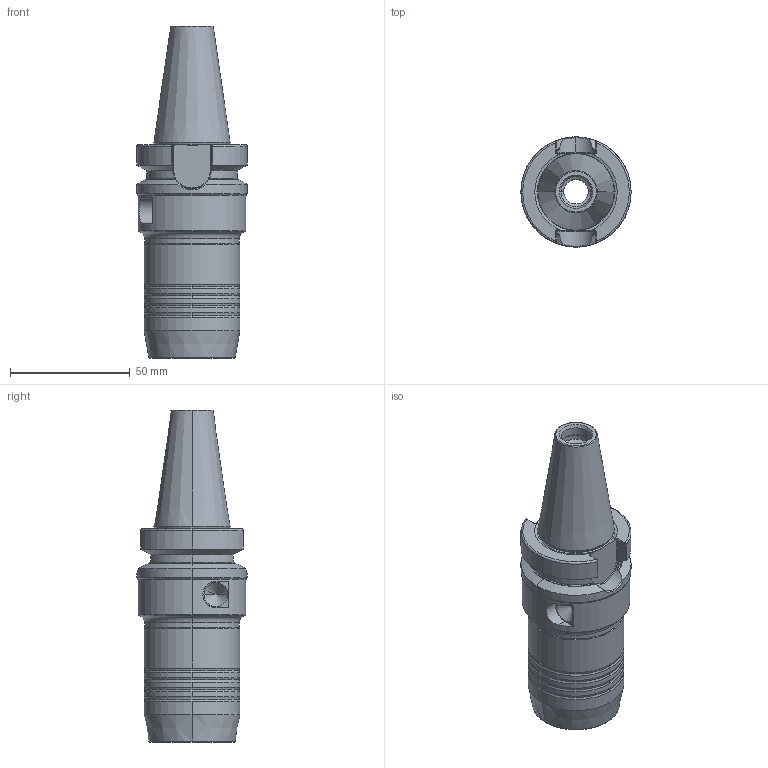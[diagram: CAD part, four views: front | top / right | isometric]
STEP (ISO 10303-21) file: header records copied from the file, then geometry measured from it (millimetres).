
FILE_DESCRIPTION (( 'STEP AP214' ), '1' );
FILE_NAME ('77DC.303.018 x=90_step.STEP', '2022-05-03T06:02:06', ( '' ), ( '' ), 'SwSTEP 2.0', 'SolidWorks 2018', '' );
FILE_SCHEMA (( 'AUTOMOTIVE_DESIGN' ));
Length unit declared in the file: millimetre
Products named in the file (1): 77DC.303.018 x=90_step
Bounding box: 45.96 x 45.96 x 138.4 mm (x, y, z)
Volume: 120864.5 mm3; surface area: 24322.3 mm2
Topology: 1 solids, 1 shells, 150 faces, 362 edges, 215 vertices
Faces by surface type: torus 44, cylinder 40, cone 34, plane 26, bspline 6
Entity records: 6053 total; most frequent: CARTESIAN_POINT 2277, DIRECTION 786, ORIENTED_EDGE 720, EDGE_CURVE 360, AXIS2_PLACEMENT_3D 341, VERTEX_POINT 215, CIRCLE 196, EDGE_LOOP 155
